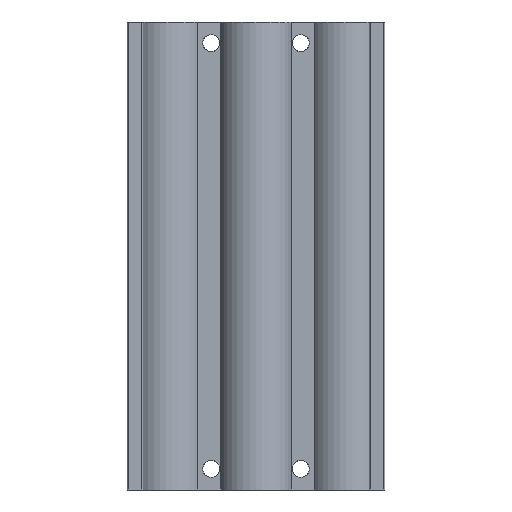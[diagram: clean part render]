
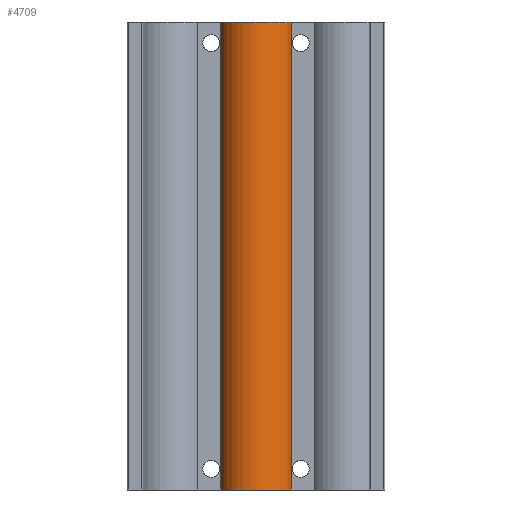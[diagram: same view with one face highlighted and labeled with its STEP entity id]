
A CAD part, front view. The second image highlights one B-rep face of the part: STEP entity #4709.
In plain terms, the highlighted cylindrical face has radius 14.3 mm (diameter 28.6 mm), a partial arc.
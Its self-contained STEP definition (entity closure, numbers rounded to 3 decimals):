
#182 = CARTESIAN_POINT ( 'NONE',  ( -13.397, -6.75, 178. ) ) ;
#308 = DIRECTION ( 'NONE',  ( 0., 0., -1. ) ) ;
#329 = CARTESIAN_POINT ( 'NONE',  ( 13.397, -6.75, 178. ) ) ;
#701 = CARTESIAN_POINT ( 'NONE',  ( 13.397, -6.75, 0. ) ) ;
#714 = CARTESIAN_POINT ( 'NONE',  ( 13.397, -6.75, 178. ) ) ;
#818 = CARTESIAN_POINT ( 'NONE',  ( -13.397, -6.75, 0. ) ) ;
#2005 = DIRECTION ( 'NONE',  ( 0., 0., -1. ) ) ;
#2006 = CARTESIAN_POINT ( 'NONE',  ( -13.397, -6.75, 178. ) ) ;
#2735 = VECTOR ( 'NONE', #308, 1000. ) ;
#2736 = LINE ( 'NONE', #329, #2735 ) ;
#2761 = CYLINDRICAL_SURFACE ( 'NONE', #4878, 14.3 ) ;
#2856 = FACE_OUTER_BOUND ( 'NONE', #21814, .T. ) ;
#2870 = VECTOR ( 'NONE', #2005, 1000. ) ;
#2872 = LINE ( 'NONE', #2006, #2870 ) ;
#3062 = CIRCLE ( 'NONE', #13758, 14.3 ) ;
#3539 = CIRCLE ( 'NONE', #4897, 14.3 ) ;
#4709 = ADVANCED_FACE ( 'NONE', ( #2856 ), #2761, .T. ) ;
#4878 = AXIS2_PLACEMENT_3D ( 'NONE', #19498, #19499, #19500 ) ;
#4897 = AXIS2_PLACEMENT_3D ( 'NONE', #5620, #5618, #5617 ) ;
#5434 = EDGE_CURVE ( 'NONE', #10670, #10578, #3539, .T. ) ;
#5617 = DIRECTION ( 'NONE',  ( 1., 0., 0. ) ) ;
#5618 = DIRECTION ( 'NONE',  ( 0., 0., 1. ) ) ;
#5620 = CARTESIAN_POINT ( 'NONE',  ( 0., -1.75, 178. ) ) ;
#6975 = EDGE_CURVE ( 'NONE', #10533, #10591, #3062, .T. ) ;
#7171 = EDGE_CURVE ( 'NONE', #10670, #10533, #2872, .T. ) ;
#7276 = EDGE_CURVE ( 'NONE', #10578, #10591, #2736, .T. ) ;
#9235 = DIRECTION ( 'NONE',  ( 1., 0., 0. ) ) ;
#9236 = DIRECTION ( 'NONE',  ( 0., 0., 1. ) ) ;
#9259 = CARTESIAN_POINT ( 'NONE',  ( 0., -1.75, 0. ) ) ;
#10533 = VERTEX_POINT ( 'NONE', #818 ) ;
#10578 = VERTEX_POINT ( 'NONE', #714 ) ;
#10591 = VERTEX_POINT ( 'NONE', #701 ) ;
#10670 = VERTEX_POINT ( 'NONE', #182 ) ;
#11593 = ORIENTED_EDGE ( 'NONE', *, *, #7171, .T. ) ;
#11594 = ORIENTED_EDGE ( 'NONE', *, *, #5434, .F. ) ;
#11595 = ORIENTED_EDGE ( 'NONE', *, *, #7276, .F. ) ;
#11596 = ORIENTED_EDGE ( 'NONE', *, *, #6975, .T. ) ;
#13758 = AXIS2_PLACEMENT_3D ( 'NONE', #9259, #9236, #9235 ) ;
#19498 = CARTESIAN_POINT ( 'NONE',  ( 0., -1.75, 178. ) ) ;
#19499 = DIRECTION ( 'NONE',  ( 0., 0., -1. ) ) ;
#19500 = DIRECTION ( 'NONE',  ( -1., 0., 0. ) ) ;
#21814 = EDGE_LOOP ( 'NONE', ( #11596, #11595, #11594, #11593 ) ) ;
